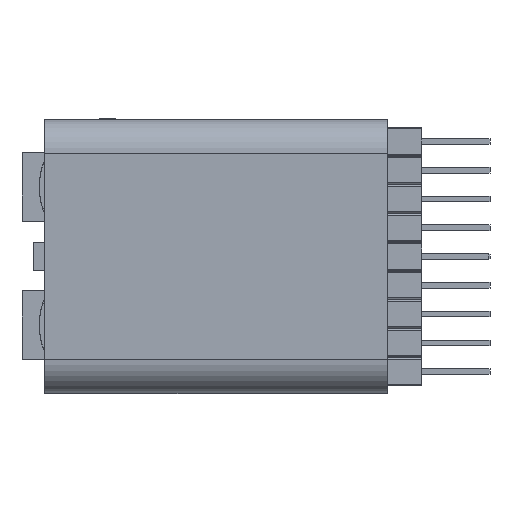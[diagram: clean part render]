
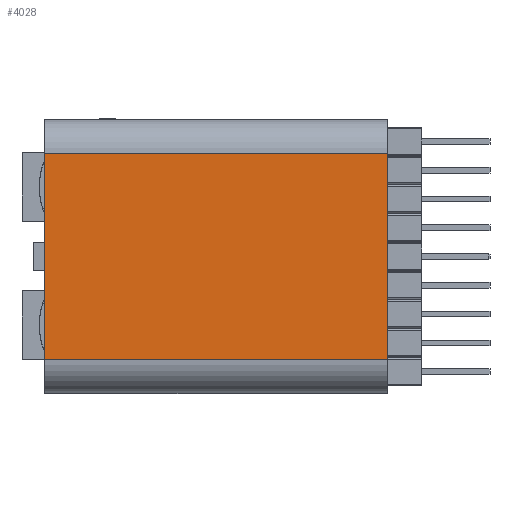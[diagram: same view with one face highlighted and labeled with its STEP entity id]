
A CAD part, front view. The second image highlights one B-rep face of the part: STEP entity #4028.
In plain terms, the highlighted planar face has unit normal (0, -1, 0).
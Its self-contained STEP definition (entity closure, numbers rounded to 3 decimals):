
#124 = DIRECTION ( 'NONE',  ( 0., 0., -1. ) ) ;
#146 = VERTEX_POINT ( 'NONE', #4799 ) ;
#304 = CARTESIAN_POINT ( 'NONE',  ( -15., 0., 12. ) ) ;
#398 = VECTOR ( 'NONE', #7195, 1000. ) ;
#440 = ORIENTED_EDGE ( 'NONE', *, *, #6550, .F. ) ;
#519 = EDGE_CURVE ( 'NONE', #146, #6888, #2177, .T. ) ;
#783 = AXIS2_PLACEMENT_3D ( 'NONE', #1149, #8809, #6131 ) ;
#1054 = DIRECTION ( 'NONE',  ( -1., 0., 0. ) ) ;
#1129 = EDGE_CURVE ( 'NONE', #146, #7093, #4325, .T. ) ;
#1149 = CARTESIAN_POINT ( 'NONE',  ( 0., 0., 0. ) ) ;
#1252 = VERTEX_POINT ( 'NONE', #2269 ) ;
#1269 = LINE ( 'NONE', #304, #6682 ) ;
#1279 = PLANE ( 'NONE',  #783 ) ;
#1359 = ORIENTED_EDGE ( 'NONE', *, *, #1129, .F. ) ;
#1367 = CARTESIAN_POINT ( 'NONE',  ( -15., 0., 9. ) ) ;
#1512 = ORIENTED_EDGE ( 'NONE', *, *, #519, .T. ) ;
#1773 = CARTESIAN_POINT ( 'NONE',  ( -15., 0., 9. ) ) ;
#1943 = EDGE_CURVE ( 'NONE', #1252, #7093, #4113, .T. ) ;
#2177 = LINE ( 'NONE', #1773, #6404 ) ;
#2269 = CARTESIAN_POINT ( 'NONE',  ( -15., 0., -9. ) ) ;
#2298 = FACE_OUTER_BOUND ( 'NONE', #6791, .T. ) ;
#3875 = ORIENTED_EDGE ( 'NONE', *, *, #1943, .T. ) ;
#4028 = ADVANCED_FACE ( 'NONE', ( #2298 ), #1279, .T. ) ;
#4113 = LINE ( 'NONE', #4432, #398 ) ;
#4325 = LINE ( 'NONE', #5628, #5844 ) ;
#4432 = CARTESIAN_POINT ( 'NONE',  ( 15., 0., -9. ) ) ;
#4526 = DIRECTION ( 'NONE',  ( 0., 0., 1. ) ) ;
#4799 = CARTESIAN_POINT ( 'NONE',  ( 15., 0., 9. ) ) ;
#5013 = CARTESIAN_POINT ( 'NONE',  ( 15., 0., -9. ) ) ;
#5628 = CARTESIAN_POINT ( 'NONE',  ( 15., 0., 12. ) ) ;
#5844 = VECTOR ( 'NONE', #124, 1000. ) ;
#6131 = DIRECTION ( 'NONE',  ( 0., 0., -1. ) ) ;
#6404 = VECTOR ( 'NONE', #1054, 1000. ) ;
#6550 = EDGE_CURVE ( 'NONE', #1252, #6888, #1269, .T. ) ;
#6682 = VECTOR ( 'NONE', #4526, 1000. ) ;
#6791 = EDGE_LOOP ( 'NONE', ( #440, #3875, #1359, #1512 ) ) ;
#6888 = VERTEX_POINT ( 'NONE', #1367 ) ;
#7093 = VERTEX_POINT ( 'NONE', #5013 ) ;
#7195 = DIRECTION ( 'NONE',  ( 1., 0., 0. ) ) ;
#8809 = DIRECTION ( 'NONE',  ( 0., -1., 0. ) ) ;
